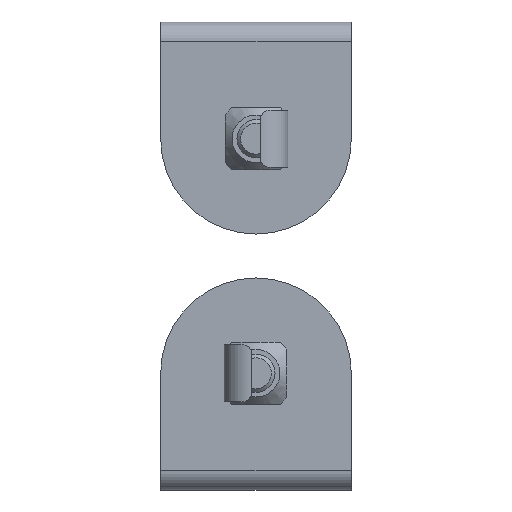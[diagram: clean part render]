
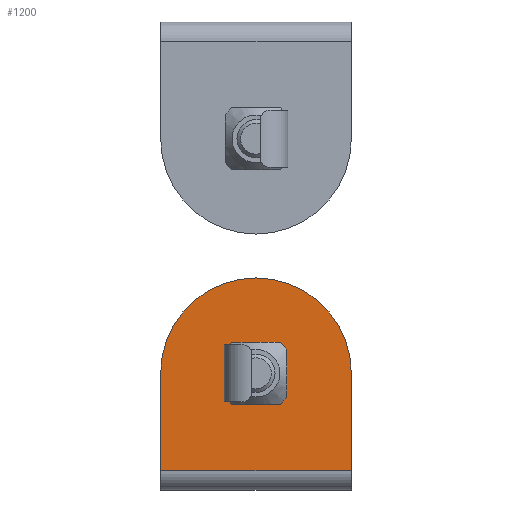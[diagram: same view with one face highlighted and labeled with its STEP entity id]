
A CAD part, front view. The second image highlights one B-rep face of the part: STEP entity #1200.
In plain terms, the highlighted planar face has unit normal (0, -1, 0).
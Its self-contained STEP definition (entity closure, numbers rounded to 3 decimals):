
#128=FACE_BOUND('',#261,.T.);
#139=CIRCLE('',#1352,20.);
#140=CIRCLE('',#1355,4.5);
#188=FACE_OUTER_BOUND('',#260,.T.);
#260=EDGE_LOOP('',(#844,#845,#846,#847));
#261=EDGE_LOOP('',(#848));
#335=LINE('',#1855,#439);
#339=LINE('',#1870,#443);
#342=LINE('',#1877,#446);
#439=VECTOR('',#1486,10.);
#443=VECTOR('',#1502,2.32);
#446=VECTOR('',#1511,10.);
#541=VERTEX_POINT('',#1849);
#543=VERTEX_POINT('',#1853);
#547=VERTEX_POINT('',#1865);
#548=VERTEX_POINT('',#1869);
#549=VERTEX_POINT('',#1873);
#647=EDGE_CURVE('',#543,#541,#335,.T.);
#652=EDGE_CURVE('',#541,#547,#139,.T.);
#654=EDGE_CURVE('',#547,#548,#339,.T.);
#656=EDGE_CURVE('',#549,#549,#140,.T.);
#658=EDGE_CURVE('',#543,#548,#342,.T.);
#844=ORIENTED_EDGE('',*,*,#652,.F.);
#845=ORIENTED_EDGE('',*,*,#647,.F.);
#846=ORIENTED_EDGE('',*,*,#658,.T.);
#847=ORIENTED_EDGE('',*,*,#654,.F.);
#848=ORIENTED_EDGE('',*,*,#656,.T.);
#1150=PLANE('',#1363);
#1200=ADVANCED_FACE('',(#188,#128),#1150,.F.);
#1352=AXIS2_PLACEMENT_3D('',#1866,#1497,#1498);
#1355=AXIS2_PLACEMENT_3D('',#1874,#1506,#1507);
#1363=AXIS2_PLACEMENT_3D('',#1891,#1527,#1528);
#1486=DIRECTION('',(0.,0.,1.));
#1497=DIRECTION('center_axis',(0.,1.,0.));
#1498=DIRECTION('ref_axis',(0.707,0.,0.707));
#1502=DIRECTION('',(0.,0.,-1.));
#1506=DIRECTION('center_axis',(0.,1.,0.));
#1507=DIRECTION('ref_axis',(-1.,0.,0.));
#1511=DIRECTION('',(1.,0.,0.));
#1527=DIRECTION('center_axis',(0.,1.,0.));
#1528=DIRECTION('ref_axis',(1.,0.,0.));
#1849=CARTESIAN_POINT('',(-20.,-110.,4.498));
#1853=CARTESIAN_POINT('',(-20.,-110.,-16.002));
#1855=CARTESIAN_POINT('',(-20.,-110.,-16.002));
#1865=CARTESIAN_POINT('',(20.,-110.,4.498));
#1866=CARTESIAN_POINT('Origin',(0.,-110.,
4.498));
#1869=CARTESIAN_POINT('',(20.,-110.,-16.002));
#1870=CARTESIAN_POINT('',(20.,-110.,-23.291));
#1873=CARTESIAN_POINT('',(4.5,-110.,4.498));
#1874=CARTESIAN_POINT('Origin',(0.,-110.,
4.498));
#1877=CARTESIAN_POINT('',(0.,-110.,-16.002));
#1891=CARTESIAN_POINT('Origin',(0.,-110.,
2.426));
